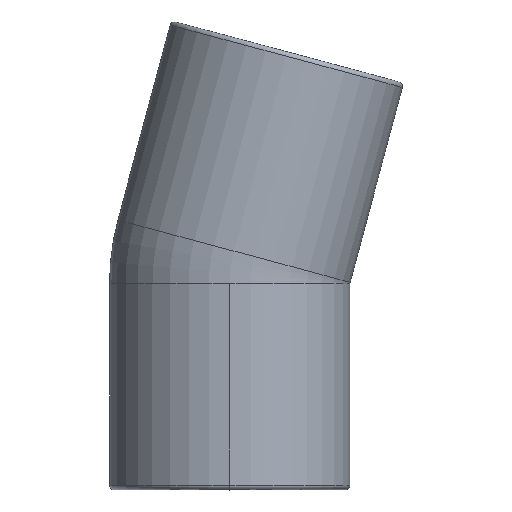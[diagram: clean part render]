
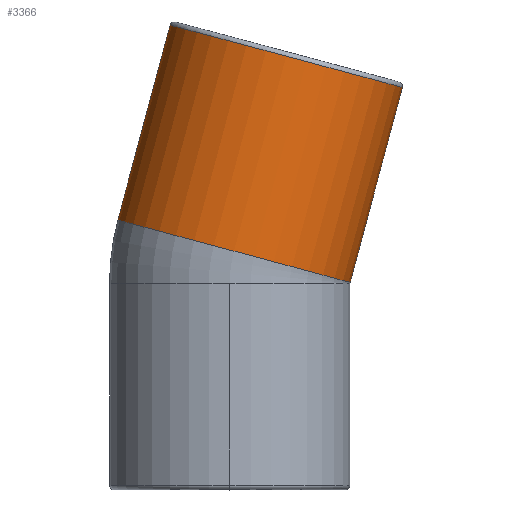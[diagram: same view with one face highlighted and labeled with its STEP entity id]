
A CAD part, top view. The second image highlights one B-rep face of the part: STEP entity #3366.
In plain terms, the highlighted cylindrical face has radius 13.5 mm (diameter 27 mm), a partial arc.
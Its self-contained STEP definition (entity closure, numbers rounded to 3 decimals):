
#51 = CARTESIAN_POINT ( 'NONE',  ( -12.563, 30.274, 0. ) ) ;
#144 = EDGE_CURVE ( 'NONE', #3355, #2704, #1297, .T. ) ;
#399 = FACE_OUTER_BOUND ( 'NONE', #3307, .T. ) ;
#529 = EDGE_CURVE ( 'NONE', #1688, #3355, #3455, .T. ) ;
#744 = LINE ( 'NONE', #51, #1793 ) ;
#805 = ORIENTED_EDGE ( 'NONE', *, *, #144, .T. ) ;
#953 = CARTESIAN_POINT ( 'NONE',  ( 13.517, 23.286, 0. ) ) ;
#1014 = CARTESIAN_POINT ( 'NONE',  ( 6.341, 48.665, 0. ) ) ;
#1066 = EDGE_CURVE ( 'NONE', #2704, #4397, #3600, .T. ) ;
#1114 = DIRECTION ( 'NONE',  ( 0.259, 0.966, 0. ) ) ;
#1136 = CARTESIAN_POINT ( 'NONE',  ( 0.477, 26.78, 0. ) ) ;
#1297 = LINE ( 'NONE', #953, #4151 ) ;
#1412 = CARTESIAN_POINT ( 'NONE',  ( 13.517, 23.286, 0. ) ) ;
#1591 = AXIS2_PLACEMENT_3D ( 'NONE', #1014, #3160, #2802 ) ;
#1688 = VERTEX_POINT ( 'NONE', #3633 ) ;
#1793 = VECTOR ( 'NONE', #1114, 1000. ) ;
#2544 = CARTESIAN_POINT ( 'NONE',  ( -6.699, 52.159, 0. ) ) ;
#2622 = AXIS2_PLACEMENT_3D ( 'NONE', #3178, #3158, #3514 ) ;
#2693 = ORIENTED_EDGE ( 'NONE', *, *, #3517, .F. ) ;
#2704 = VERTEX_POINT ( 'NONE', #2993 ) ;
#2802 = DIRECTION ( 'NONE',  ( -0.966, 0.259, 0. ) ) ;
#2818 = DIRECTION ( 'NONE',  ( -0.966, 0.259, 0. ) ) ;
#2993 = CARTESIAN_POINT ( 'NONE',  ( 19.381, 45.171, 0. ) ) ;
#3106 = DIRECTION ( 'NONE',  ( 0.259, 0.966, 0. ) ) ;
#3158 = DIRECTION ( 'NONE',  ( 0.259, 0.966, 0. ) ) ;
#3160 = DIRECTION ( 'NONE',  ( -0.259, -0.966, 0. ) ) ;
#3178 = CARTESIAN_POINT ( 'NONE',  ( 0.477, 26.78, 0. ) ) ;
#3245 = DIRECTION ( 'NONE',  ( 0.259, 0.966, 0. ) ) ;
#3304 = ORIENTED_EDGE ( 'NONE', *, *, #1066, .T. ) ;
#3307 = EDGE_LOOP ( 'NONE', ( #3829, #805, #3304, #2693 ) ) ;
#3355 = VERTEX_POINT ( 'NONE', #1412 ) ;
#3366 = ADVANCED_FACE ( 'NONE', ( #399 ), #3965, .T. ) ;
#3455 = CIRCLE ( 'NONE', #2622, 13.5 ) ;
#3514 = DIRECTION ( 'NONE',  ( 0., 0., 1. ) ) ;
#3517 = EDGE_CURVE ( 'NONE', #1688, #4397, #744, .T. ) ;
#3600 = CIRCLE ( 'NONE', #1591, 13.5 ) ;
#3633 = CARTESIAN_POINT ( 'NONE',  ( -12.563, 30.274, 0. ) ) ;
#3653 = AXIS2_PLACEMENT_3D ( 'NONE', #1136, #3245, #2818 ) ;
#3829 = ORIENTED_EDGE ( 'NONE', *, *, #529, .T. ) ;
#3965 = CYLINDRICAL_SURFACE ( 'NONE', #3653, 13.5 ) ;
#4151 = VECTOR ( 'NONE', #3106, 1000. ) ;
#4397 = VERTEX_POINT ( 'NONE', #2544 ) ;
